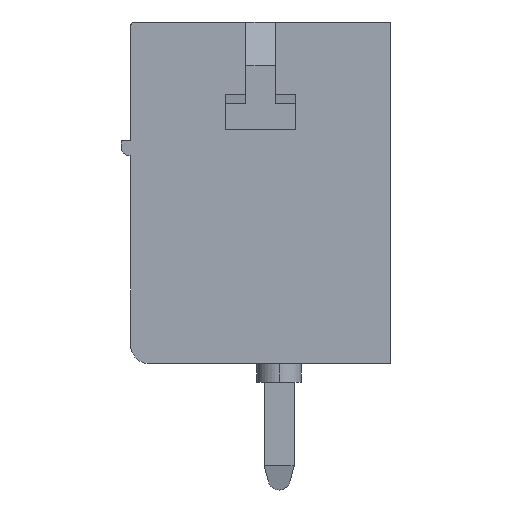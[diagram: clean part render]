
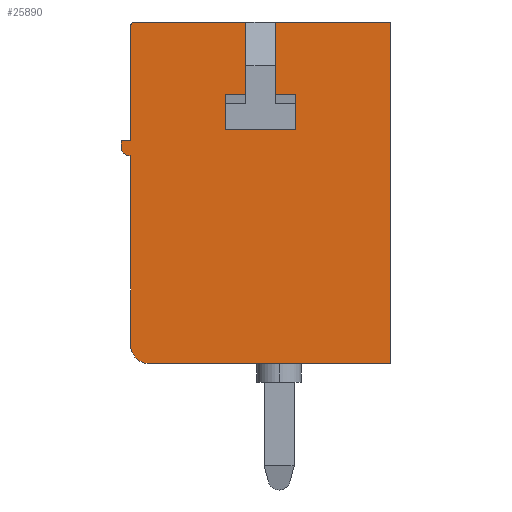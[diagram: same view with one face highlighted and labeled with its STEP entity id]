
A CAD part, left-side view. The second image highlights one B-rep face of the part: STEP entity #25890.
In plain terms, the highlighted face is planar.
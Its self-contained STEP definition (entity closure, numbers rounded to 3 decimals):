
#23360=CARTESIAN_POINT('',(-62.201,-2.817,
-0.175));
#23370=VERTEX_POINT('',#23360);
#23400=CARTESIAN_POINT('',(-62.201,2.421,
-0.175));
#23410=DIRECTION('',(0.,-1.,0.));
#23420=VECTOR('',#23410,1.);
#23430=LINE('',#23400,#23420);
#23440=CARTESIAN_POINT('',(-62.201,0.283,
-0.175));
#23450=VERTEX_POINT('',#23440);
#23460=EDGE_CURVE('',#23450,#23370,#23430,.T.);
#23520=CARTESIAN_POINT('',(-62.201,1.083,
-0.175));
#23530=VERTEX_POINT('',#23520);
#23560=CARTESIAN_POINT('',(-62.201,4.083,
-0.175));
#23570=VERTEX_POINT('',#23560);
#23580=EDGE_CURVE('',#23570,#23530,#23430,.T.);
#23850=CARTESIAN_POINT('',(-64.854,1.633,
-0.175));
#23860=VERTEX_POINT('',#23850);
#23910=CARTESIAN_POINT('',(-66.93,1.633,
-0.175));
#23920=DIRECTION('',(1.,0.,0.));
#23930=VECTOR('',#23920,1.);
#23940=LINE('',#23910,#23930);
#23950=CARTESIAN_POINT('',(-64.147,1.633,
-0.175));
#23960=VERTEX_POINT('',#23950);
#23970=EDGE_CURVE('',#23860,#23960,#23940,.T.);
#24410=CARTESIAN_POINT('',(-64.854,-0.267,
-0.175));
#24420=VERTEX_POINT('',#24410);
#24450=CARTESIAN_POINT('',(-64.854,2.421,
-0.175));
#24460=DIRECTION('',(0.,-1.,0.));
#24470=VECTOR('',#24460,1.);
#24480=LINE('',#24450,#24470);
#24490=EDGE_CURVE('',#23860,#24420,#24480,.T.);
#24610=CARTESIAN_POINT('',(-69.529,14.133,
-0.175));
#24620=DIRECTION('',(0.,0.,-1.));
#24630=DIRECTION('',(1.,0.,0.));
#24640=AXIS2_PLACEMENT_3D('',#24610,#24620,#24630);
#24650=PLANE('',#24640);
#24660=CARTESIAN_POINT('',(-66.93,-2.817,
-0.175));
#24670=DIRECTION('',(-1.,0.,0.));
#24680=VECTOR('',#24670,1.);
#24690=LINE('',#24660,#24680);
#24700=CARTESIAN_POINT('',(-71.401,-2.817,
-0.175));
#24710=VERTEX_POINT('',#24700);
#24720=EDGE_CURVE('',#23370,#24710,#24690,.T.);
#24730=ORIENTED_EDGE('',*,*,#24720,.F.);
#24740=CARTESIAN_POINT('',(-71.401,2.421,
-0.175));
#24750=DIRECTION('',(0.,1.,0.));
#24760=VECTOR('',#24750,1.);
#24770=LINE('',#24740,#24760);
#24780=CARTESIAN_POINT('',(-71.401,3.683,
-0.175));
#24790=VERTEX_POINT('',#24780);
#24800=EDGE_CURVE('',#24710,#24790,#24770,.T.);
#24810=ORIENTED_EDGE('',*,*,#24800,.F.);
#24820=CARTESIAN_POINT('',(-70.901,3.683,
-0.175));
#24830=DIRECTION('',(0.,0.,1.));
#24840=DIRECTION('',(1.,0.,0.));
#24850=AXIS2_PLACEMENT_3D('',#24820,#24830,#24840);
#24860=CIRCLE('',#24850,0.5);
#24870=CARTESIAN_POINT('',(-70.901,4.183,-0.175
));
#24880=VERTEX_POINT('',#24870);
#24890=EDGE_CURVE('',#24880,#24790,#24860,.T.);
#24900=ORIENTED_EDGE('',*,*,#24890,.T.);
#24910=CARTESIAN_POINT('',(-66.93,4.183,
-0.175));
#24920=DIRECTION('',(-1.,0.,0.));
#24930=VECTOR('',#24920,1.);
#24940=LINE('',#24910,#24930);
#24950=CARTESIAN_POINT('',(-65.801,4.183,
-0.175));
#24960=VERTEX_POINT('',#24950);
#24970=EDGE_CURVE('',#24960,#24880,#24940,.T.);
#24980=ORIENTED_EDGE('',*,*,#24970,.T.);
#24990=CARTESIAN_POINT('',(-65.801,2.421,
-0.175));
#25000=DIRECTION('',(0.,-1.,0.));
#25010=VECTOR('',#25000,1.);
#25020=LINE('',#24990,#25010);
#25030=CARTESIAN_POINT('',(-65.801,4.233,
-0.175));
#25040=VERTEX_POINT('',#25030);
#25050=EDGE_CURVE('',#25040,#24960,#25020,.T.);
#25060=ORIENTED_EDGE('',*,*,#25050,.T.);
#25070=CARTESIAN_POINT('',(-65.601,4.233,
-0.175));
#25080=DIRECTION('',(0.,0.,1.));
#25090=DIRECTION('',(1.,0.,0.));
#25100=AXIS2_PLACEMENT_3D('',#25070,#25080,#25090);
#25110=CIRCLE('',#25100,0.2);
#25120=CARTESIAN_POINT('',(-65.601,4.433,
-0.175));
#25130=VERTEX_POINT('',#25120);
#25140=EDGE_CURVE('',#25130,#25040,#25110,.T.);
#25150=ORIENTED_EDGE('',*,*,#25140,.T.);
#25160=CARTESIAN_POINT('',(-66.93,4.433,
-0.175));
#25170=DIRECTION('',(1.,0.,0.));
#25180=VECTOR('',#25170,1.);
#25190=LINE('',#25160,#25180);
#25200=CARTESIAN_POINT('',(-65.401,4.433,
-0.175));
#25210=VERTEX_POINT('',#25200);
#25220=EDGE_CURVE('',#25130,#25210,#25190,.T.);
#25230=ORIENTED_EDGE('',*,*,#25220,.F.);
#25240=CARTESIAN_POINT('',(-65.401,2.421,
-0.175));
#25250=DIRECTION('',(0.,1.,0.));
#25260=VECTOR('',#25250,1.);
#25270=LINE('',#25240,#25260);
#25280=CARTESIAN_POINT('',(-65.401,4.183,
-0.175));
#25290=VERTEX_POINT('',#25280);
#25300=EDGE_CURVE('',#25290,#25210,#25270,.T.);
#25310=ORIENTED_EDGE('',*,*,#25300,.T.);
#25320=CARTESIAN_POINT('',(-66.93,4.183,
-0.175));
#25330=DIRECTION('',(1.,0.,0.));
#25340=VECTOR('',#25330,1.);
#25350=LINE('',#25320,#25340);
#25360=CARTESIAN_POINT('',(-62.301,4.183,
-0.175));
#25370=VERTEX_POINT('',#25360);
#25380=EDGE_CURVE('',#25290,#25370,#25350,.T.);
#25390=ORIENTED_EDGE('',*,*,#25380,.F.);
#25400=CARTESIAN_POINT('',(-62.301,4.083,
-0.175));
#25410=DIRECTION('',(0.,0.,1.));
#25420=DIRECTION('',(1.,0.,0.));
#25430=AXIS2_PLACEMENT_3D('',#25400,#25410,#25420);
#25440=CIRCLE('',#25430,0.1);
#25450=EDGE_CURVE('',#23570,#25370,#25440,.T.);
#25460=ORIENTED_EDGE('',*,*,#25450,.T.);
#25470=ORIENTED_EDGE('',*,*,#23580,.F.);
#25480=CARTESIAN_POINT('',(-66.93,1.083,
-0.175));
#25490=DIRECTION('',(-1.,0.,0.));
#25500=VECTOR('',#25490,1.);
#25510=LINE('',#25480,#25500);
#25520=CARTESIAN_POINT('',(-64.147,1.083,
-0.175));
#25530=VERTEX_POINT('',#25520);
#25540=EDGE_CURVE('',#23530,#25530,#25510,.T.);
#25550=ORIENTED_EDGE('',*,*,#25540,.F.);
#25560=CARTESIAN_POINT('',(-64.147,2.421,
-0.175));
#25570=DIRECTION('',(0.,1.,0.));
#25580=VECTOR('',#25570,1.);
#25590=LINE('',#25560,#25580);
#25600=EDGE_CURVE('',#25530,#23960,#25590,.T.);
#25610=ORIENTED_EDGE('',*,*,#25600,.F.);
#25620=ORIENTED_EDGE('',*,*,#23970,.T.);
#25630=ORIENTED_EDGE('',*,*,#24490,.F.);
#25640=CARTESIAN_POINT('',(-66.93,-0.267,
-0.175));
#25650=DIRECTION('',(1.,0.,0.));
#25660=VECTOR('',#25650,1.);
#25670=LINE('',#25640,#25660);
#25680=CARTESIAN_POINT('',(-64.147,-0.267,
-0.175));
#25690=VERTEX_POINT('',#25680);
#25700=EDGE_CURVE('',#24420,#25690,#25670,.T.);
#25710=ORIENTED_EDGE('',*,*,#25700,.F.);
#25720=CARTESIAN_POINT('',(-64.147,2.421,
-0.175));
#25730=DIRECTION('',(0.,1.,0.));
#25740=VECTOR('',#25730,1.);
#25750=LINE('',#25720,#25740);
#25760=CARTESIAN_POINT('',(-64.147,0.283,
-0.175));
#25770=VERTEX_POINT('',#25760);
#25780=EDGE_CURVE('',#25690,#25770,#25750,.T.);
#25790=ORIENTED_EDGE('',*,*,#25780,.F.);
#25800=CARTESIAN_POINT('',(-66.93,0.283,
-0.175));
#25810=DIRECTION('',(1.,0.,0.));
#25820=VECTOR('',#25810,1.);
#25830=LINE('',#25800,#25820);
#25840=EDGE_CURVE('',#25770,#23450,#25830,.T.);
#25850=ORIENTED_EDGE('',*,*,#25840,.F.);
#25860=ORIENTED_EDGE('',*,*,#23460,.F.);
#25870=EDGE_LOOP('',(#25860,#25850,#25790,#25710,#25630,#25620,#25610,
#25550,#25470,#25460,#25390,#25310,#25230,#25150,#25060,#24980,#24900,
#24810,#24730));
#25880=FACE_OUTER_BOUND('',#25870,.T.);
#25890=ADVANCED_FACE('',(#25880),#24650,.F.);
